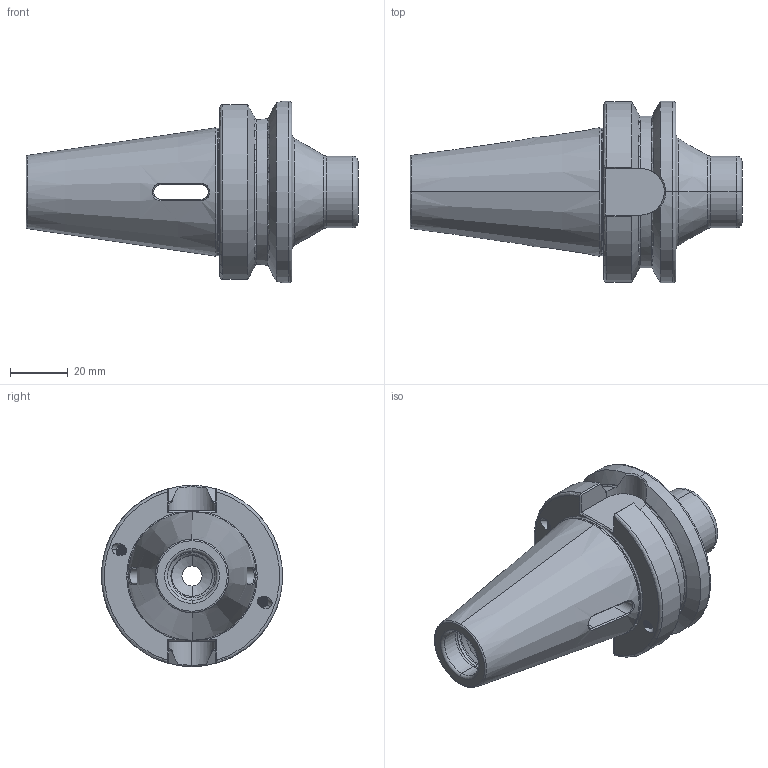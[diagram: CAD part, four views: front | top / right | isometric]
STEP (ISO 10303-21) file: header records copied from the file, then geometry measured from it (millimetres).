
FILE_DESCRIPTION (( 'STEP AP203' ), '1' );
FILE_NAME ('406.07.01.STEP', '2016-08-01T05:11:52', ( '' ), ( '' ), 'SwSTEP 2.0', 'SolidWorks 2012', '' );
FILE_SCHEMA (( 'CONFIG_CONTROL_DESIGN' ));
Length unit declared in the file: millimetre
Products named in the file (1): 406.07.01
Bounding box: 115.4 x 63 x 63 mm (x, y, z)
Volume: 131100.7 mm3; surface area: 26814.7 mm2
Topology: 1 solids, 1 shells, 201 faces, 534 edges, 333 vertices
Faces by surface type: cylinder 83, plane 39, torus 31, cone 26, bspline 22
Entity records: 13472 total; most frequent: CARTESIAN_POINT 8920, ORIENTED_EDGE 1068, DIRECTION 810, EDGE_CURVE 534, VERTEX_POINT 333, AXIS2_PLACEMENT_3D 322, EDGE_LOOP 209, FACE_OUTER_BOUND 201
